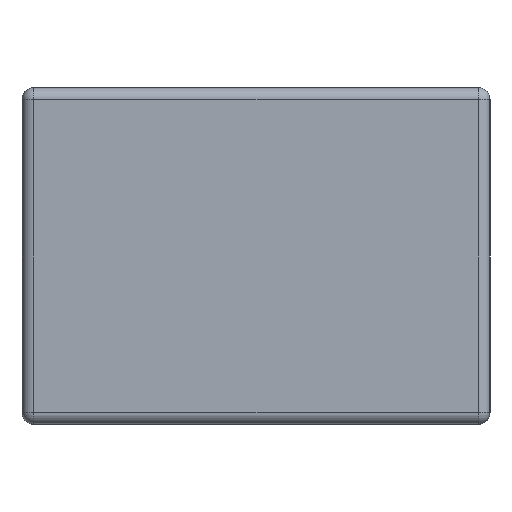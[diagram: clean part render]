
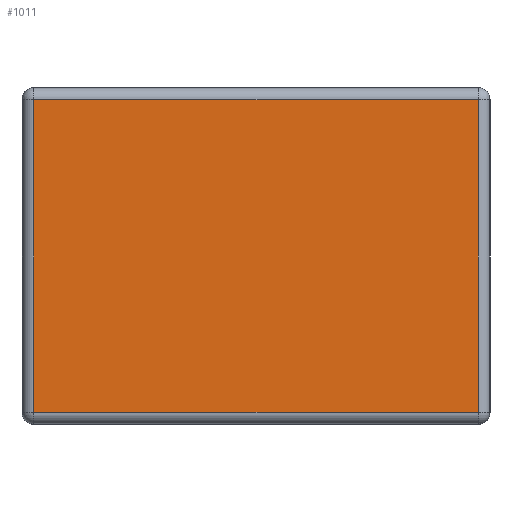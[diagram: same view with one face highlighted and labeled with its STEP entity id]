
A CAD part, left-side view. The second image highlights one B-rep face of the part: STEP entity #1011.
In plain terms, the highlighted planar face has unit normal (-1, 0, 0).
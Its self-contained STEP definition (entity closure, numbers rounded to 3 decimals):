
#847 = EDGE_CURVE('',#848,#850,#852,.T.);
#848 = VERTEX_POINT('',#849);
#849 = CARTESIAN_POINT('',(-1.6,-0.76,0.04));
#850 = VERTEX_POINT('',#851);
#851 = CARTESIAN_POINT('',(-1.6,-0.76,1.11));
#852 = LINE('',#853,#854);
#853 = CARTESIAN_POINT('',(-1.6,-0.76,0.));
#854 = VECTOR('',#855,1.);
#855 = DIRECTION('',(0.,0.,1.));
#915 = VERTEX_POINT('',#916);
#916 = CARTESIAN_POINT('',(-1.6,0.76,0.04));
#925 = EDGE_CURVE('',#915,#848,#926,.T.);
#926 = LINE('',#927,#928);
#927 = CARTESIAN_POINT('',(-1.6,0.8,0.04));
#928 = VECTOR('',#929,1.);
#929 = DIRECTION('',(0.,-1.,0.));
#940 = VERTEX_POINT('',#941);
#941 = CARTESIAN_POINT('',(-1.6,0.76,1.11));
#950 = EDGE_CURVE('',#940,#850,#951,.T.);
#951 = LINE('',#952,#953);
#952 = CARTESIAN_POINT('',(-1.6,0.8,1.11));
#953 = VECTOR('',#954,1.);
#954 = DIRECTION('',(0.,-1.,0.));
#1000 = EDGE_CURVE('',#915,#940,#1001,.T.);
#1001 = LINE('',#1002,#1003);
#1002 = CARTESIAN_POINT('',(-1.6,0.76,0.));
#1003 = VECTOR('',#1004,1.);
#1004 = DIRECTION('',(0.,0.,1.));
#1011 = ADVANCED_FACE('',(#1012),#1018,.F.);
#1012 = FACE_BOUND('',#1013,.F.);
#1013 = EDGE_LOOP('',(#1014,#1015,#1016,#1017));
#1014 = ORIENTED_EDGE('',*,*,#1000,.T.);
#1015 = ORIENTED_EDGE('',*,*,#950,.T.);
#1016 = ORIENTED_EDGE('',*,*,#847,.F.);
#1017 = ORIENTED_EDGE('',*,*,#925,.F.);
#1018 = PLANE('',#1019);
#1019 = AXIS2_PLACEMENT_3D('',#1020,#1021,#1022);
#1020 = CARTESIAN_POINT('',(-1.6,0.8,0.));
#1021 = DIRECTION('',(1.,0.,0.));
#1022 = DIRECTION('',(0.,-1.,0.));
